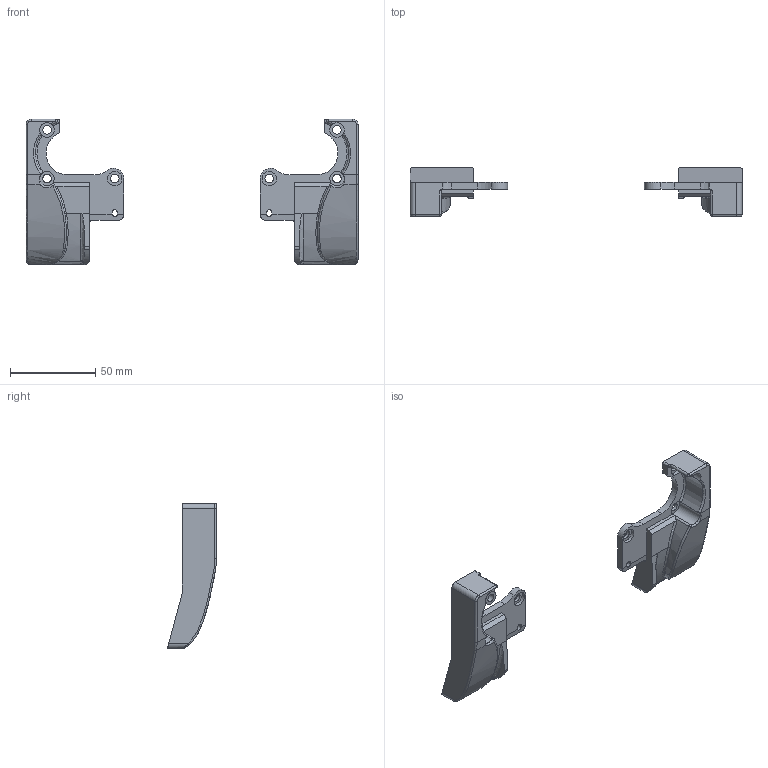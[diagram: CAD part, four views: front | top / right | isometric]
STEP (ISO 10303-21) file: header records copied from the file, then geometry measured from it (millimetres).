
FILE_DESCRIPTION(/* description */ (''),/* implementation_level */ '2;1');
FILE_NAME(/* name */ 'Chain Guide v5.step',/* time_stamp */ '2018-09-07T21:21:11+10:00',/* author */ ('noggin011'),/* organization */ (''),/* preprocessor_version */ 'ST-DEVELOPER v17.2',/* originating_system */ 'Autodesk Translation Framework v7.6.0.251',/* authorisation */ '');
FILE_SCHEMA (('AUTOMOTIVE_DESIGN { 1 0 10303 214 3 1 1 }'));
Length unit declared in the file: millimetre
Products named in the file (1): Chain Guide
Bounding box: 194.2 x 28.87 x 85 mm (x, y, z)
Volume: 66793.9 mm3; surface area: 22300.7 mm2
Topology: 3 solids, 3 shells, 158 faces, 430 edges, 278 vertices
Faces by surface type: cylinder 52, plane 46, bspline 42, torus 14, sphere 4
Full cylindrical faces by diameter (mm): 5 x7, 8.5 x7
Entity records: 7003 total; most frequent: CARTESIAN_POINT 3218, ORIENTED_EDGE 860, DIRECTION 676, EDGE_CURVE 430, VERTEX_POINT 278, AXIS2_PLACEMENT_3D 263, EDGE_LOOP 176, FACE_OUTER_BOUND 158
